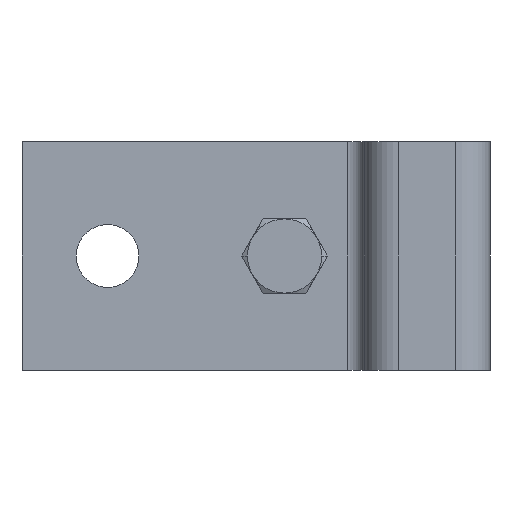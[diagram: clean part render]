
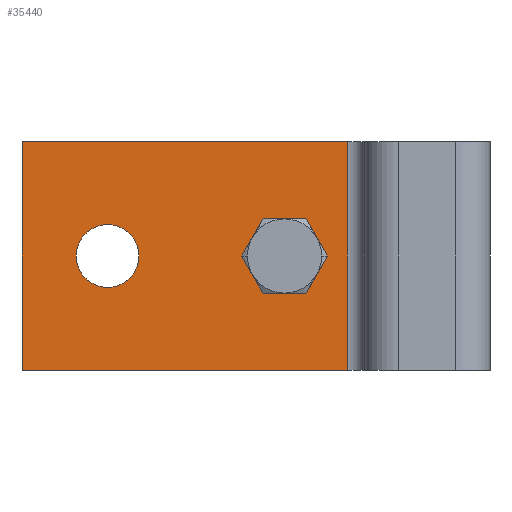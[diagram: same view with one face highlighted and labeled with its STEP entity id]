
A CAD part, left-side view. The second image highlights one B-rep face of the part: STEP entity #35440.
In plain terms, the highlighted planar face has unit normal (-1, 0, 0).
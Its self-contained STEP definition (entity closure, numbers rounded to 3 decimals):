
#30050=CARTESIAN_POINT('',(-6.5,25.,0.));
#30060=VERTEX_POINT('',#30050);
#30090=CARTESIAN_POINT('',(-6.5,82.,0.));
#30100=DIRECTION('',(0.,-1.,0.));
#30110=VECTOR('',#30100,1.);
#30120=LINE('',#30090,#30110);
#30130=CARTESIAN_POINT('',(-6.5,82.,0.));
#30140=VERTEX_POINT('',#30130);
#30150=EDGE_CURVE('',#30140,#30060,#30120,.T.);
#31960=CARTESIAN_POINT('',(-6.5,82.,-40.));
#31970=VERTEX_POINT('',#31960);
#32000=CARTESIAN_POINT('',(-6.5,82.,-40.));
#32010=DIRECTION('',(0.,-1.,0.));
#32020=VECTOR('',#32010,1.);
#32030=LINE('',#32000,#32020);
#32040=CARTESIAN_POINT('',(-6.5,25.,-40.));
#32050=VERTEX_POINT('',#32040);
#32060=EDGE_CURVE('',#31970,#32050,#32030,.T.);
#32480=CARTESIAN_POINT('',(-6.5,82.,0.));
#32490=DIRECTION('',(0.,0.,-1.));
#32500=VECTOR('',#32490,1.);
#32510=LINE('',#32480,#32500);
#32520=EDGE_CURVE('',#30140,#31970,#32510,.T.);
#34770=CARTESIAN_POINT('',(-6.5,82.,0.));
#34780=DIRECTION('',(-1.,0.,0.));
#34790=DIRECTION('',(0.,1.,0.));
#34800=AXIS2_PLACEMENT_3D('',#34770,#34780,#34790);
#34810=PLANE('',#34800);
#34820=CARTESIAN_POINT('',(-6.5,25.,0.));
#34830=DIRECTION('',(0.,0.,-1.));
#34840=VECTOR('',#34830,1.);
#34850=LINE('',#34820,#34840);
#34860=EDGE_CURVE('',#30060,#32050,#34850,.T.);
#34870=ORIENTED_EDGE('',*,*,#34860,.F.);
#34880=ORIENTED_EDGE('',*,*,#32060,.T.);
#34890=ORIENTED_EDGE('',*,*,#32520,.T.);
#34900=ORIENTED_EDGE('',*,*,#30150,.F.);
#34910=EDGE_LOOP('',(#34900,#34890,#34880,#34870));
#34920=FACE_OUTER_BOUND('',#34910,.T.);
#34930=CARTESIAN_POINT('',(-6.5,67.,-20.));
#34940=DIRECTION('',(-1.,0.,0.));
#34950=DIRECTION('',(0.,0.,1.));
#34960=AXIS2_PLACEMENT_3D('',#34930,#34940,#34950);
#34970=CIRCLE('',#34960,5.5);
#34980=CARTESIAN_POINT('',(-6.5,67.,-14.5));
#34990=VERTEX_POINT('',#34980);
#35000=CARTESIAN_POINT('',(-6.5,67.,-25.5));
#35010=VERTEX_POINT('',#35000);
#35020=EDGE_CURVE('',#34990,#35010,#34970,.T.);
#35030=ORIENTED_EDGE('',*,*,#35020,.F.);
#35040=EDGE_CURVE('',#35010,#34990,#34970,.T.);
#35050=ORIENTED_EDGE('',*,*,#35040,.F.);
#35060=EDGE_LOOP('',(#35050,#35030));
#35070=FACE_BOUND('',#35060,.T.);
#35080=CARTESIAN_POINT('',(-6.5,36.,-20.));
#35090=DIRECTION('',(-1.,0.,0.));
#35100=DIRECTION('',(0.,0.,1.));
#35110=AXIS2_PLACEMENT_3D('',#35080,#35090,#35100);
#35120=CIRCLE('',#35110,5.5);
#35130=CARTESIAN_POINT('',(-6.5,32.838,-24.5));
#35140=VERTEX_POINT('',#35130);
#35150=CARTESIAN_POINT('',(-6.5,32.838,-15.5));
#35160=VERTEX_POINT('',#35150);
#35170=EDGE_CURVE('',#35140,#35160,#35120,.T.);
#35180=ORIENTED_EDGE('',*,*,#35170,.F.);
#35190=CARTESIAN_POINT('',(-6.5,0.,-15.5));
#35200=DIRECTION('',(0.,1.,0.));
#35210=VECTOR('',#35200,1.);
#35220=LINE('',#35190,#35210);
#35230=CARTESIAN_POINT('',(-6.5,39.162,-15.5));
#35240=VERTEX_POINT('',#35230);
#35250=EDGE_CURVE('',#35160,#35240,#35220,.T.);
#35260=ORIENTED_EDGE('',*,*,#35250,.F.);
#35270=CARTESIAN_POINT('',(-6.5,36.,-20.));
#35280=DIRECTION('',(-1.,0.,0.));
#35290=DIRECTION('',(0.,0.,1.));
#35300=AXIS2_PLACEMENT_3D('',#35270,#35280,#35290);
#35310=CIRCLE('',#35300,5.5);
#35320=CARTESIAN_POINT('',(-6.5,39.162,-24.5));
#35330=VERTEX_POINT('',#35320);
#35340=EDGE_CURVE('',#35240,#35330,#35310,.T.);
#35350=ORIENTED_EDGE('',*,*,#35340,.F.);
#35360=CARTESIAN_POINT('',(-6.5,0.,-24.5));
#35370=DIRECTION('',(0.,-1.,0.));
#35380=VECTOR('',#35370,1.);
#35390=LINE('',#35360,#35380);
#35400=EDGE_CURVE('',#35330,#35140,#35390,.T.);
#35410=ORIENTED_EDGE('',*,*,#35400,.F.);
#35420=EDGE_LOOP('',(#35410,#35350,#35260,#35180));
#35430=FACE_BOUND('',#35420,.T.);
#35440=ADVANCED_FACE('',(#34920,#35070,#35430),#34810,.T.);
